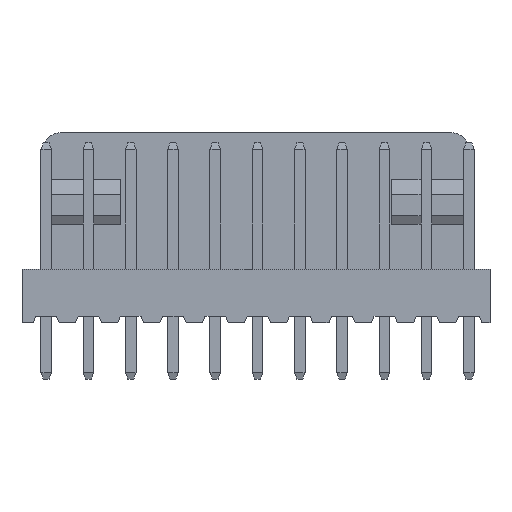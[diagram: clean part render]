
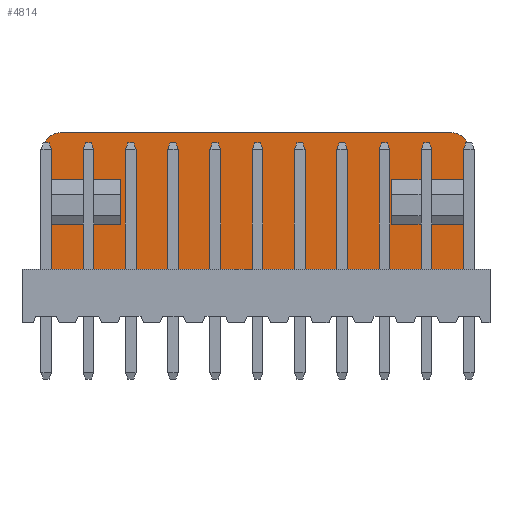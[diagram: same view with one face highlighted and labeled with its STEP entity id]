
A CAD part, top view. The second image highlights one B-rep face of the part: STEP entity #4814.
In plain terms, the highlighted planar face has unit normal (0, 0, 1).
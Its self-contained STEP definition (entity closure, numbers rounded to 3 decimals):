
#766 = PLANE ( 'NONE',  #5996 ) ;
#767 = CARTESIAN_POINT ( 'NONE',  ( 8.523, 53.751, -4.64 ) ) ;
#779 = DIRECTION ( 'NONE',  ( 0., 0., 1. ) ) ;
#780 = DIRECTION ( 'NONE',  ( 1., 0., 0. ) ) ;
#806 = DIRECTION ( 'NONE',  ( 1., 0., 0. ) ) ;
#810 = CARTESIAN_POINT ( 'NONE',  ( 8.523, 48.254, -4.64 ) ) ;
#855 = CARTESIAN_POINT ( 'NONE',  ( 10.823, 52.751, -4.64 ) ) ;
#856 = DIRECTION ( 'NONE',  ( 0., 0., 1. ) ) ;
#857 = DIRECTION ( 'NONE',  ( 1., 0., 0. ) ) ;
#869 = CARTESIAN_POINT ( 'NONE',  ( 14.423, 29.216, -4.64 ) ) ;
#870 = DIRECTION ( 'NONE',  ( 0., 1., 0. ) ) ;
#888 = CARTESIAN_POINT ( 'NONE',  ( 8.523, 50.926, -4.64 ) ) ;
#889 = DIRECTION ( 'NONE',  ( 1., 0., 0. ) ) ;
#951 = EDGE_CURVE ( 'NONE', #5149, #5146, #6363, .T. ) ;
#953 = EDGE_CURVE ( 'NONE', #5160, #5162, #6362, .T. ) ;
#962 = EDGE_CURVE ( 'NONE', #5157, #5159, #6381, .T. ) ;
#1551 = FACE_OUTER_BOUND ( 'NONE', #4099, .T. ) ;
#1621 = CIRCLE ( 'NONE', #5997, 1. ) ;
#1623 = LINE ( 'NONE', #810, #1625 ) ;
#1625 = VECTOR ( 'NONE', #806, 1000. ) ;
#1636 = LINE ( 'NONE', #869, #1639 ) ;
#1639 = VECTOR ( 'NONE', #870, 1000. ) ;
#1656 = LINE ( 'NONE', #888, #1659 ) ;
#1659 = VECTOR ( 'NONE', #889, 1000. ) ;
#1734 = CIRCLE ( 'NONE', #6001, 1. ) ;
#1736 = LINE ( 'NONE', #2065, #1738 ) ;
#1737 = LINE ( 'NONE', #2081, #1740 ) ;
#1738 = VECTOR ( 'NONE', #2066, 1000. ) ;
#1739 = LINE ( 'NONE', #2083, #1742 ) ;
#1740 = VECTOR ( 'NONE', #2082, 1000. ) ;
#1742 = VECTOR ( 'NONE', #2084, 1000. ) ;
#1743 = LINE ( 'NONE', #2087, #1746 ) ;
#1746 = VECTOR ( 'NONE', #2088, 1000. ) ;
#1747 = LINE ( 'NONE', #2091, #1750 ) ;
#1749 = LINE ( 'NONE', #2093, #1752 ) ;
#1750 = VECTOR ( 'NONE', #2092, 1000. ) ;
#1752 = VECTOR ( 'NONE', #2094, 1000. ) ;
#2065 = CARTESIAN_POINT ( 'NONE',  ( 35.343, 53.751, -4.64 ) ) ;
#2066 = DIRECTION ( 'NONE',  ( 0., -1., 0. ) ) ;
#2078 = CARTESIAN_POINT ( 'NONE',  ( 34.343, 52.751, -4.64 ) ) ;
#2079 = DIRECTION ( 'NONE',  ( 0., 0., 1. ) ) ;
#2080 = DIRECTION ( 'NONE',  ( 1., 0., 0. ) ) ;
#2081 = CARTESIAN_POINT ( 'NONE',  ( 30.743, 29.216, -4.64 ) ) ;
#2082 = DIRECTION ( 'NONE',  ( 0., 1., 0. ) ) ;
#2083 = CARTESIAN_POINT ( 'NONE',  ( 9.823, 48.254, -4.64 ) ) ;
#2084 = DIRECTION ( 'NONE',  ( 0., 1., 0. ) ) ;
#2087 = CARTESIAN_POINT ( 'NONE',  ( 9.823, 53.751, -4.64 ) ) ;
#2088 = DIRECTION ( 'NONE',  ( 0., 1., 0. ) ) ;
#2091 = CARTESIAN_POINT ( 'NONE',  ( 8.523, 45.547, -4.64 ) ) ;
#2092 = DIRECTION ( 'NONE',  ( 1., 0., 0. ) ) ;
#2093 = CARTESIAN_POINT ( 'NONE',  ( 35.343, 48.254, -4.64 ) ) ;
#2094 = DIRECTION ( 'NONE',  ( 0., -1., 0. ) ) ;
#2142 = CARTESIAN_POINT ( 'NONE',  ( 14.423, 48.254, -4.64 ) ) ;
#2146 = CARTESIAN_POINT ( 'NONE',  ( 9.823, 48.254, -4.64 ) ) ;
#2148 = CARTESIAN_POINT ( 'NONE',  ( 14.423, 50.926, -4.64 ) ) ;
#2151 = CARTESIAN_POINT ( 'NONE',  ( 9.823, 50.926, -4.64 ) ) ;
#2157 = CARTESIAN_POINT ( 'NONE',  ( 9.823, 45.547, -4.64 ) ) ;
#2158 = CARTESIAN_POINT ( 'NONE',  ( 30.743, 50.926, -4.64 ) ) ;
#2159 = CARTESIAN_POINT ( 'NONE',  ( 30.743, 48.254, -4.64 ) ) ;
#2161 = CARTESIAN_POINT ( 'NONE',  ( 35.343, 48.254, -4.64 ) ) ;
#2162 = CARTESIAN_POINT ( 'NONE',  ( 10.823, 53.751, -4.64 ) ) ;
#2164 = CARTESIAN_POINT ( 'NONE',  ( 34.343, 53.751, -4.64 ) ) ;
#2165 = CARTESIAN_POINT ( 'NONE',  ( 35.343, 50.926, -4.64 ) ) ;
#2168 = CARTESIAN_POINT ( 'NONE',  ( 35.343, 52.751, -4.64 ) ) ;
#2169 = CARTESIAN_POINT ( 'NONE',  ( 9.823, 52.751, -4.64 ) ) ;
#2171 = CARTESIAN_POINT ( 'NONE',  ( 35.343, 45.547, -4.64 ) ) ;
#3811 = DIRECTION ( 'NONE',  ( 1., 0., 0. ) ) ;
#3859 = DIRECTION ( 'NONE',  ( 1., 0., 0. ) ) ;
#3861 = CARTESIAN_POINT ( 'NONE',  ( 8.523, 48.254, -4.64 ) ) ;
#3865 = CARTESIAN_POINT ( 'NONE',  ( 8.523, 50.926, -4.64 ) ) ;
#3867 = CARTESIAN_POINT ( 'NONE',  ( 8.523, 53.751, -4.64 ) ) ;
#3868 = DIRECTION ( 'NONE',  ( 1., 0., 0. ) ) ;
#4099 = EDGE_LOOP ( 'NONE', ( #6226, #6225, #6224, #6223, #6222, #6221, #6220, #6219, #6218, #6217, #6216, #6215, #6214, #6213 ) ) ;
#4814 = ADVANCED_FACE ( 'NONE', ( #1551 ), #766, .T. ) ;
#4892 = EDGE_CURVE ( 'NONE', #5160, #5167, #1621, .T. ) ;
#4893 = EDGE_CURVE ( 'NONE', #5144, #5140, #1623, .T. ) ;
#4900 = EDGE_CURVE ( 'NONE', #5140, #5146, #1636, .T. ) ;
#4910 = EDGE_CURVE ( 'NONE', #5156, #5163, #1656, .T. ) ;
#4950 = EDGE_CURVE ( 'NONE', #5166, #5162, #1734, .T. ) ;
#4951 = EDGE_CURVE ( 'NONE', #5166, #5163, #1736, .T. ) ;
#4952 = EDGE_CURVE ( 'NONE', #5157, #5156, #1737, .T. ) ;
#4953 = EDGE_CURVE ( 'NONE', #5155, #5144, #1739, .T. ) ;
#4955 = EDGE_CURVE ( 'NONE', #5149, #5167, #1743, .T. ) ;
#4957 = EDGE_CURVE ( 'NONE', #5155, #5169, #1747, .T. ) ;
#4958 = EDGE_CURVE ( 'NONE', #5159, #5169, #1749, .T. ) ;
#5140 = VERTEX_POINT ( 'NONE', #2142 ) ;
#5144 = VERTEX_POINT ( 'NONE', #2146 ) ;
#5146 = VERTEX_POINT ( 'NONE', #2148 ) ;
#5149 = VERTEX_POINT ( 'NONE', #2151 ) ;
#5155 = VERTEX_POINT ( 'NONE', #2157 ) ;
#5156 = VERTEX_POINT ( 'NONE', #2158 ) ;
#5157 = VERTEX_POINT ( 'NONE', #2159 ) ;
#5159 = VERTEX_POINT ( 'NONE', #2161 ) ;
#5160 = VERTEX_POINT ( 'NONE', #2162 ) ;
#5162 = VERTEX_POINT ( 'NONE', #2164 ) ;
#5163 = VERTEX_POINT ( 'NONE', #2165 ) ;
#5166 = VERTEX_POINT ( 'NONE', #2168 ) ;
#5167 = VERTEX_POINT ( 'NONE', #2169 ) ;
#5169 = VERTEX_POINT ( 'NONE', #2171 ) ;
#5996 = AXIS2_PLACEMENT_3D ( 'NONE', #767, #779, #780 ) ;
#5997 = AXIS2_PLACEMENT_3D ( 'NONE', #855, #856, #857 ) ;
#6001 = AXIS2_PLACEMENT_3D ( 'NONE', #2078, #2079, #2080 ) ;
#6213 = ORIENTED_EDGE ( 'NONE', *, *, #4950, .T. ) ;
#6214 = ORIENTED_EDGE ( 'NONE', *, *, #4951, .F. ) ;
#6215 = ORIENTED_EDGE ( 'NONE', *, *, #4910, .T. ) ;
#6216 = ORIENTED_EDGE ( 'NONE', *, *, #4952, .T. ) ;
#6217 = ORIENTED_EDGE ( 'NONE', *, *, #962, .F. ) ;
#6218 = ORIENTED_EDGE ( 'NONE', *, *, #4958, .F. ) ;
#6219 = ORIENTED_EDGE ( 'NONE', *, *, #4957, .T. ) ;
#6220 = ORIENTED_EDGE ( 'NONE', *, *, #4953, .F. ) ;
#6221 = ORIENTED_EDGE ( 'NONE', *, *, #4893, .F. ) ;
#6222 = ORIENTED_EDGE ( 'NONE', *, *, #4900, .F. ) ;
#6223 = ORIENTED_EDGE ( 'NONE', *, *, #951, .T. ) ;
#6224 = ORIENTED_EDGE ( 'NONE', *, *, #4955, .F. ) ;
#6225 = ORIENTED_EDGE ( 'NONE', *, *, #4892, .T. ) ;
#6226 = ORIENTED_EDGE ( 'NONE', *, *, #953, .F. ) ;
#6362 = LINE ( 'NONE', #3867, #6368 ) ;
#6363 = LINE ( 'NONE', #3865, #6364 ) ;
#6364 = VECTOR ( 'NONE', #3859, 1000. ) ;
#6368 = VECTOR ( 'NONE', #3868, 1000. ) ;
#6381 = LINE ( 'NONE', #3861, #6386 ) ;
#6386 = VECTOR ( 'NONE', #3811, 1000. ) ;
